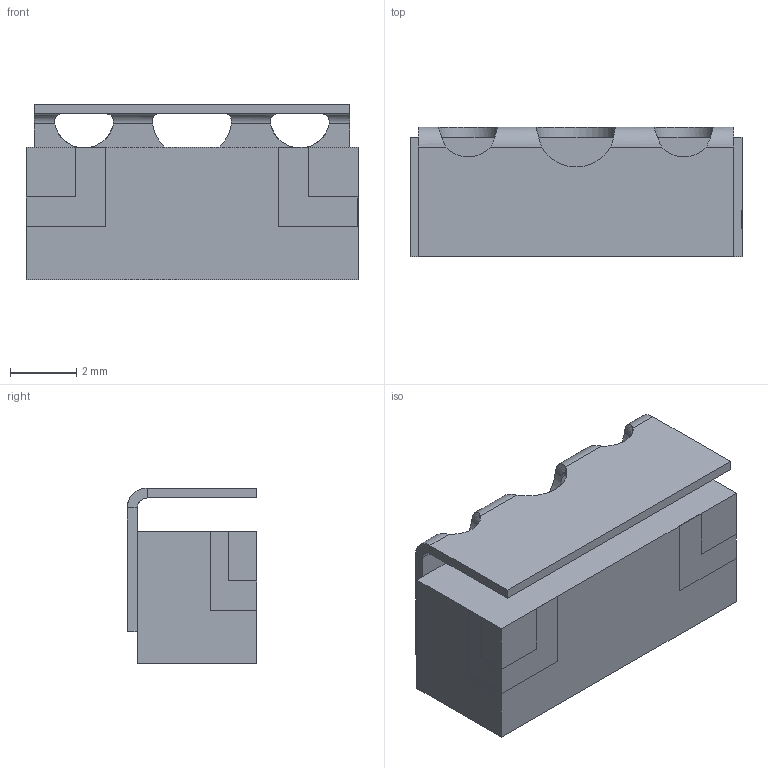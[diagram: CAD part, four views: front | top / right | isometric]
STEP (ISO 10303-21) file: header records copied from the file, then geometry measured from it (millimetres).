
FILE_DESCRIPTION(('STEP AP203'), '1');
FILE_NAME('ÍØÁÀ.434834.018-04_Ôèëüòð ÔÊÏ1-218-04-4.145-320', '', ('UNSPECIFIED'), ('UNSPECIFIED'), 'ASCON STEP Converter 1.6', 'ASCON Math Kernel', '');
FILE_SCHEMA(('CONFIG_CONTROL_DESIGN'));
Length unit declared in the file: millimetre
Products named in the file (1): НШБА.434834.018-04_Фильтр ФКП1-218-04-4.145-320
Bounding box: 10 x 3.9 x 5.3 mm (x, y, z)
Volume: 163.3 mm3; surface area: 268.6 mm2
Topology: 1 solids, 1 shells, 378 faces, 1004 edges, 656 vertices
Faces by surface type: plane 263, bspline 93, cylinder 22
Entity records: 23357 total; most frequent: CARTESIAN_POINT 11664, ORIENTED_EDGE 2008, DIRECTION 1351, EDGE_CURVE 1004, LINE 703, VECTOR 703, VERTEX_POINT 656, FACE_BOUND 412
